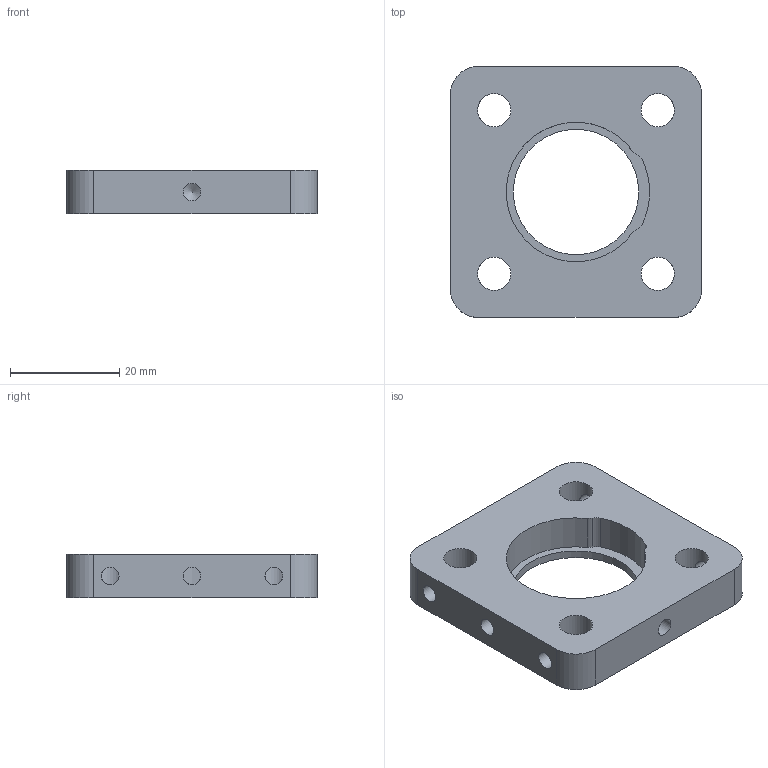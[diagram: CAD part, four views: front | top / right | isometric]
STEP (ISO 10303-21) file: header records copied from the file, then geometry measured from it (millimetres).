
FILE_DESCRIPTION(/* description */ (''),/* implementation_level */ '2;1');
FILE_NAME(/* name */ '30-BPN-25,4.stp',/* time_stamp */ '2024-10-09T16:12:05+03:00',/* author */ ('asidnin'),/* organization */ (''),/* preprocessor_version */ 'ST-DEVELOPER v18',/* originating_system */ 'Autodesk Inventor 2020',/* authorisation */ '');
FILE_SCHEMA (('AUTOMOTIVE_DESIGN { 1 0 10303 214 3 1 1 }'));
Length unit declared in the file: millimetre
Products named in the file (1): Пластина диам.
30 мм
Bounding box: 46 x 46 x 8 mm (x, y, z)
Volume: 11360.2 mm3; surface area: 6168.7 mm2
Topology: 1 solids, 1 shells, 31 faces, 104 edges, 74 vertices
Faces by surface type: cylinder 22, plane 7, cone 2
Full cylindrical faces by diameter (mm): 3.242 x6, 4.917 x1, 6.1 x4, 23 x1
Entity records: 1401 total; most frequent: CARTESIAN_POINT 380, DIRECTION 206, ORIENTED_EDGE 204, EDGE_CURVE 102, AXIS2_PLACEMENT_3D 84, VERTEX_POINT 74, EDGE_LOOP 52, CIRCLE 52
